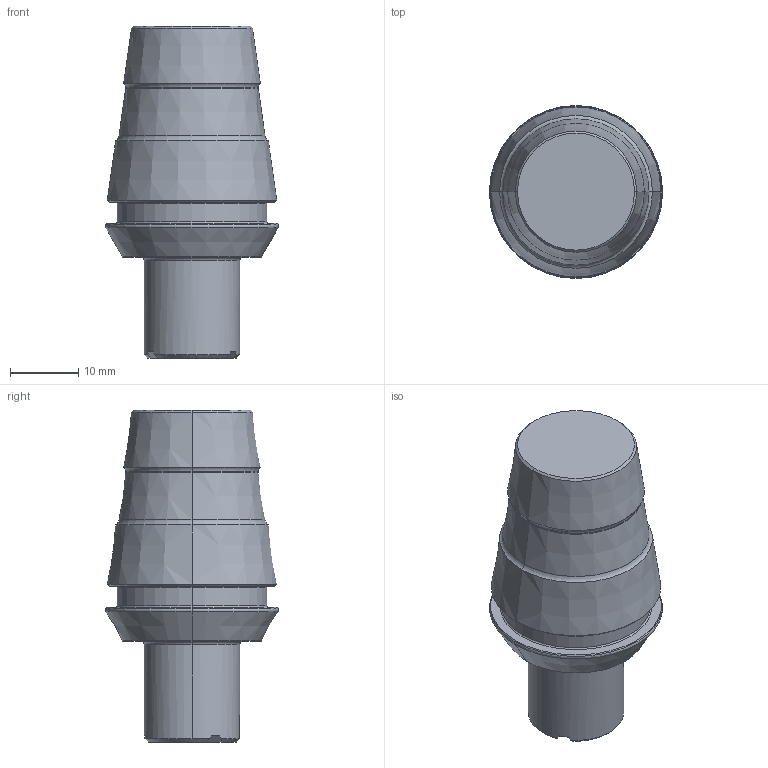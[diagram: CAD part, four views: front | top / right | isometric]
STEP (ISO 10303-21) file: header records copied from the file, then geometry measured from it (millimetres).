
FILE_DESCRIPTION(/* description */ (''),/* implementation_level */ '2;1');
FILE_NAME(/* name */ '1498828701171.stp',/* time_stamp */ '2017-06-30T15:18:28+02:00',/* author */ (''),/* organization */ ('SMS'),/* preprocessor_version */ 'ST-DEVELOPER v15',/* originating_system */ 'SIEMENS PLM Software NX 8.5',/* authorisation */ '');
FILE_SCHEMA (('AUTOMOTIVE_DESIGN { 1 0 10303 214 3 1 1 1 }'));
Length unit declared in the file: millimetre
Products named in the file (1): 201101262MOD000_01
Bounding box: 25.45 x 25.43 x 48.8 mm (x, y, z)
Volume: 14518.5 mm3; surface area: 3939.8 mm2
Topology: 1 solids, 1 shells, 68 faces, 162 edges, 97 vertices
Faces by surface type: cone 24, torus 16, plane 16, cylinder 12
Entity records: 2101 total; most frequent: CARTESIAN_POINT 509, DIRECTION 350, ORIENTED_EDGE 320, EDGE_CURVE 160, AXIS2_PLACEMENT_3D 154, VERTEX_POINT 97, CIRCLE 82, EDGE_LOOP 71
